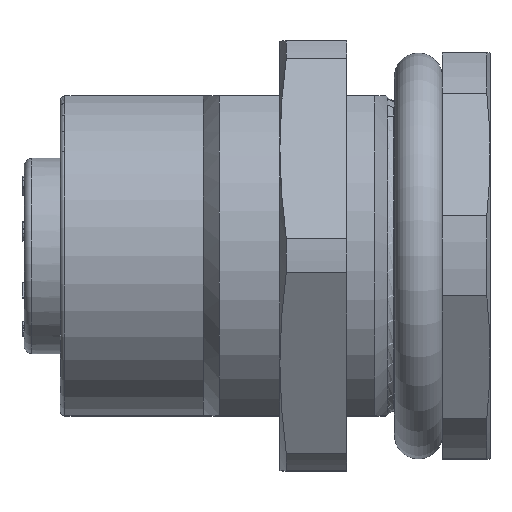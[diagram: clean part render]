
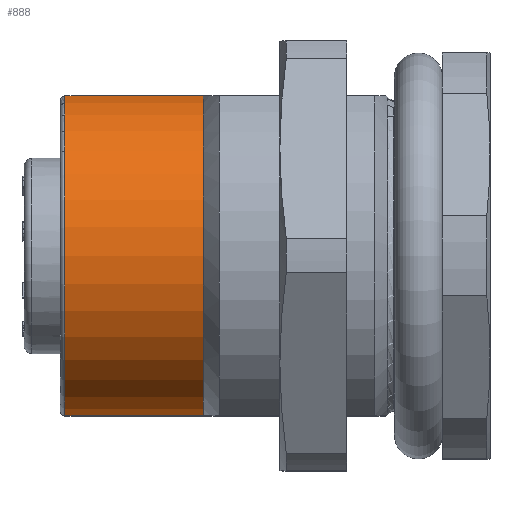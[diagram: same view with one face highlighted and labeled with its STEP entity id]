
A CAD part, top view. The second image highlights one B-rep face of the part: STEP entity #888.
In plain terms, the highlighted cylindrical face has radius 6.8 mm (diameter 13.6 mm), a partial arc.
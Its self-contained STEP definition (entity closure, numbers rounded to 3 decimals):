
#888=ADVANCED_FACE('',(#1340),#1223,.T.);
#1223=CYLINDRICAL_SURFACE('',#6438,6.8);
#1340=FACE_OUTER_BOUND('',#1661,.T.);
#1661=EDGE_LOOP('',(#2549,#2550,#2551,#2552));
#2106=CIRCLE('',#6436,6.8);
#2107=CIRCLE('',#6437,6.8);
#2549=ORIENTED_EDGE('',*,*,#4740,.F.);
#2550=ORIENTED_EDGE('',*,*,#4741,.T.);
#2551=ORIENTED_EDGE('',*,*,#4742,.F.);
#2552=ORIENTED_EDGE('',*,*,#4743,.F.);
#4123=VERTEX_POINT('',#9049);
#4124=VERTEX_POINT('',#9050);
#4125=VERTEX_POINT('',#9052);
#4126=VERTEX_POINT('',#9054);
#4740=EDGE_CURVE('',#4123,#4124,#5494,.T.);
#4741=EDGE_CURVE('',#4123,#4125,#2106,.T.);
#4742=EDGE_CURVE('',#4126,#4125,#5495,.T.);
#4743=EDGE_CURVE('',#4124,#4126,#2107,.T.);
#5494=LINE('',#9048,#5895);
#5495=LINE('',#9053,#5896);
#5895=VECTOR('',#7169,1.);
#5896=VECTOR('',#7172,1.);
#6436=AXIS2_PLACEMENT_3D('',#9051,#7170,#7171);
#6437=AXIS2_PLACEMENT_3D('',#9055,#7173,#7174);
#6438=AXIS2_PLACEMENT_3D('',#9056,#7175,#7176);
#7169=DIRECTION('',(1.,0.,0.));
#7170=DIRECTION('',(1.,0.,0.));
#7171=DIRECTION('',(0.,0.,1.));
#7172=DIRECTION('',(-1.,0.,0.));
#7173=DIRECTION('',(1.,0.,0.));
#7174=DIRECTION('',(0.,0.,1.));
#7175=DIRECTION('',(1.,0.,0.));
#7176=DIRECTION('',(0.,0.,-1.));
#9048=CARTESIAN_POINT('',(0.,6.7,1.162));
#9049=CARTESIAN_POINT('',(0.2,6.7,1.162));
#9050=CARTESIAN_POINT('',(6.,6.7,1.162));
#9051=CARTESIAN_POINT('',(0.2,0.,0.));
#9052=CARTESIAN_POINT('',(0.2,-6.7,1.162));
#9053=CARTESIAN_POINT('',(0.,-6.7,1.162));
#9054=CARTESIAN_POINT('',(6.,-6.7,1.162));
#9055=CARTESIAN_POINT('',(6.,0.,0.));
#9056=CARTESIAN_POINT('',(0.,0.,0.));
